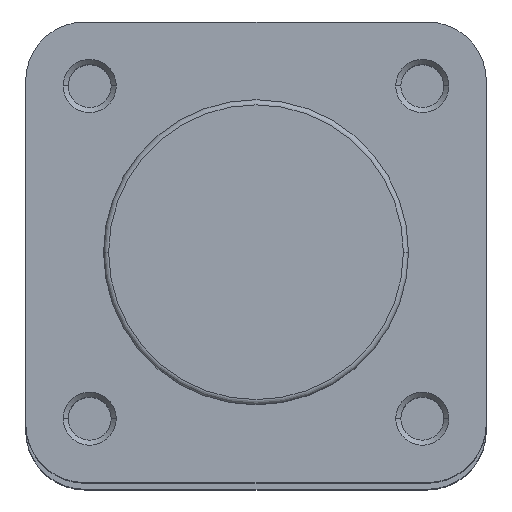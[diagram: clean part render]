
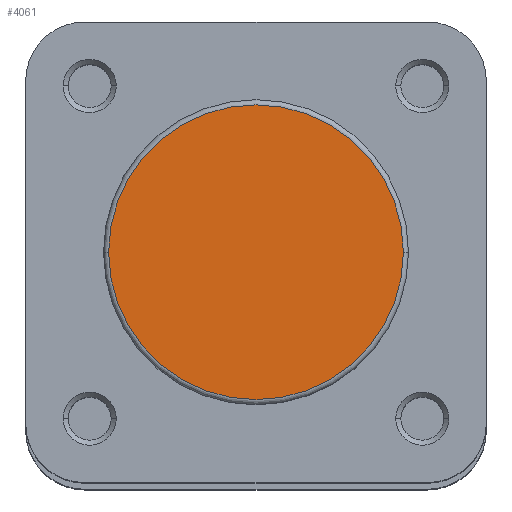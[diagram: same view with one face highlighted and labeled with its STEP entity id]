
A CAD part, top view. The second image highlights one B-rep face of the part: STEP entity #4061.
In plain terms, the highlighted planar face has unit normal (0, 0, 1).
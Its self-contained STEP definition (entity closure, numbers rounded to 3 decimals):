
#71 = AXIS2_PLACEMENT_3D ( 'NONE', #716, #723, #724 ) ;
#420 = EDGE_CURVE ( 'NONE', #3600, #3723, #1908, .T. ) ;
#491 = EDGE_CURVE ( 'NONE', #3723, #3600, #2014, .T. ) ;
#716 = CARTESIAN_POINT ( 'NONE',  ( 0., 0., 0. ) ) ;
#723 = DIRECTION ( 'NONE',  ( 0., 0., 1. ) ) ;
#724 = DIRECTION ( 'NONE',  ( -1., 0., 0. ) ) ;
#901 = CARTESIAN_POINT ( 'NONE',  ( 0., 0., 0. ) ) ;
#904 = DIRECTION ( 'NONE',  ( 0., 0., 1. ) ) ;
#905 = DIRECTION ( 'NONE',  ( -1., 0., 0. ) ) ;
#1007 = CARTESIAN_POINT ( 'NONE',  ( 14.4, 0., 0. ) ) ;
#1101 = CARTESIAN_POINT ( 'NONE',  ( -14.4, 0., 0. ) ) ;
#1270 = PLANE ( 'NONE',  #2568 ) ;
#1274 = CARTESIAN_POINT ( 'NONE',  ( 0., 14.9, 0. ) ) ;
#1279 = DIRECTION ( 'NONE',  ( 0., 0., -1. ) ) ;
#1280 = DIRECTION ( 'NONE',  ( -1., 0., 0. ) ) ;
#1908 = CIRCLE ( 'NONE', #71, 14.4 ) ;
#2014 = CIRCLE ( 'NONE', #2917, 14.4 ) ;
#2117 = FACE_OUTER_BOUND ( 'NONE', #4212, .T. ) ;
#2568 = AXIS2_PLACEMENT_3D ( 'NONE', #1274, #1279, #1280 ) ;
#2917 = AXIS2_PLACEMENT_3D ( 'NONE', #901, #904, #905 ) ;
#3600 = VERTEX_POINT ( 'NONE', #1007 ) ;
#3723 = VERTEX_POINT ( 'NONE', #1101 ) ;
#4061 = ADVANCED_FACE ( 'NONE', ( #2117 ), #1270, .F. ) ;
#4212 = EDGE_LOOP ( 'NONE', ( #4821, #4820 ) ) ;
#4820 = ORIENTED_EDGE ( 'NONE', *, *, #420, .T. ) ;
#4821 = ORIENTED_EDGE ( 'NONE', *, *, #491, .T. ) ;
